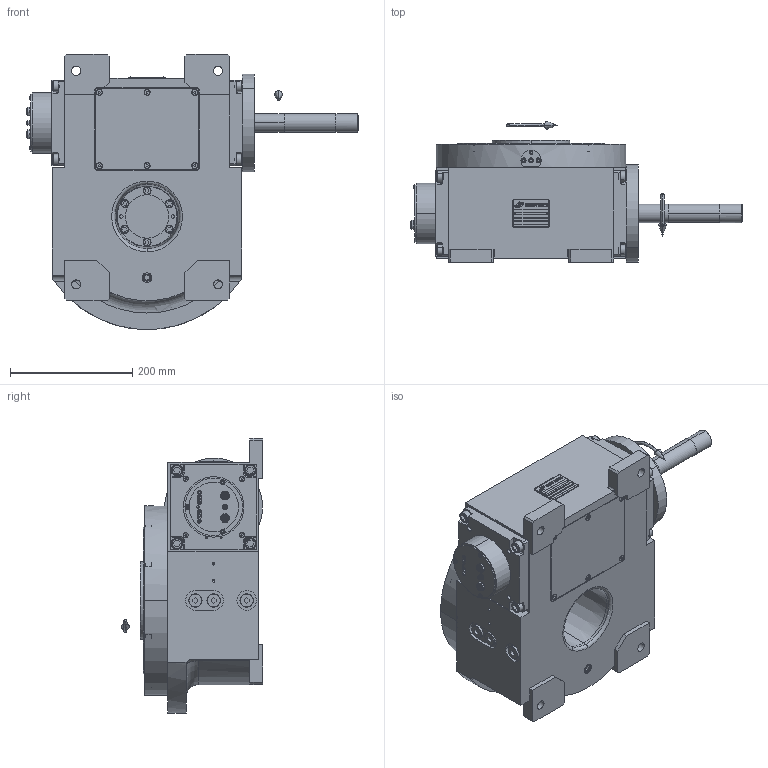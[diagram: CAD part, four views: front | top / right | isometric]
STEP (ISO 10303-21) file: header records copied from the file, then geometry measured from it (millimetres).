
FILE_DESCRIPTION (( 'STEP AP203' ), '1' );
FILE_NAME ('PC5201712.step', '2025-11-29T07:16:20', ( '' ), ( '' ), 'SwSTEP 2.0', 'SolidWorks 2020', '' );
FILE_SCHEMA (( 'CONFIG_CONTROL_DESIGN' ));
Length unit declared in the file: millimetre
Products named in the file (91): cfn2000_01_099; cfn2000_01_081; CFN2155_01_195.stp; cfn2151_01_115; cfn2000_01_126; freccia_angolare_albero; rig09_071_10_m.stp; CFN2223_02_004.stp; cfn2151_01_170; cfn2155_01_095; cfn2003_01_054; CFN2000_01_183.stp; AS_rig09_010_s_003; cfn2276_01_056; cfn2077_01_036; rig09_015; cfn2128_19_002; cfn2205_01_015; rig09_010_s_003; AS_rig09_004; cfn2400_34_001; rig09_016; cfn2151_01_167; olio_agip_blasia_150; CFN2010_01_020.stp; cfn2001_01_012; AS_rig09_002_s_014; rig09_003_10; CFN2000_01_185.stp; RIG09_005_ASM.stp; RIG09_005_AF0.stp; AS_rig09_004_s_001; cfn2128_04_002; AS_rig09_016; CFN2010_02_002.stp; cfn2070_05_009; CFN2008_01_002.stp; RIG09_021_AF0.stp; rig09_004; rig09_007_master ...
Assembly tree (85 placements, depth 5):
  cfn2151_01_115
  CFN2223_02_004.stp
  cfn2151_01_170
  cfn2276_01_056
  cfn2077_01_036
Bounding box: 543 x 231 x 450 mm (x, y, z)
Volume: 5337562.4 mm3; surface area: 1353278.8 mm2
Topology: 74 solids, 74 shells, 3171 faces, 7761 edges, 4926 vertices
Faces by surface type: plane 1438, cylinder 1087, cone 553, torus 49, bspline 26, sphere 18
Entity records: 103485 total; most frequent: CARTESIAN_POINT 22055, DIRECTION 15270, ORIENTED_EDGE 14594, EDGE_CURVE 7297, AXIS2_PLACEMENT_3D 5610, VERTEX_POINT 4697, LINE 4050, VECTOR 4050
